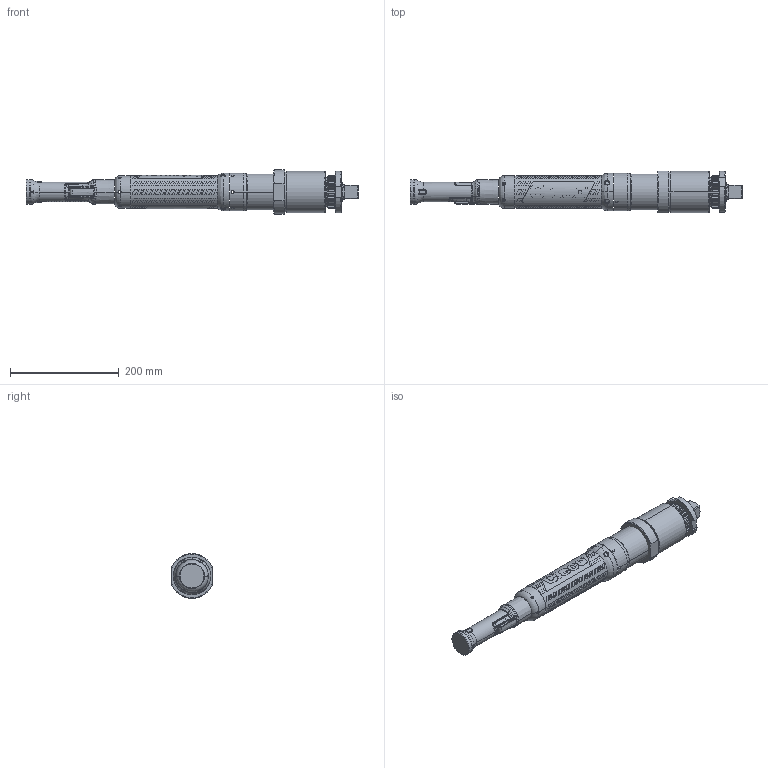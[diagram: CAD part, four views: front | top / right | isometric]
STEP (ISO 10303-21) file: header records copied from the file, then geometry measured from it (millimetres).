
FILE_DESCRIPTION((''),'2;1');
FILE_NAME('70ESN350SD8_SW0001','2018-11-27T',('A1X81'),(''),'CREO PARAMETRIC BY PTC INC, 2016050','CREO PARAMETRIC BY PTC INC, 2016050','');
FILE_SCHEMA(('CONFIG_CONTROL_DESIGN'));
Products named in the file (1): 70ESN350SD8_SW0001
Bounding box: 610.69 x 76.2 x 82.55 mm (x, y, z)
Surface area: 166211.2 mm2 (no closed solid volume)
Topology: 0 solids, 402 shells, 1180 faces, 5155 edges, 4278 vertices
Faces by surface type: bspline 410, cylinder 367, plane 139, extrusion 122, torus 92, cone 50
Entity records: 76670 total; most frequent: CARTESIAN_POINT 42704, ORIENTED_EDGE 6461, EDGE_CURVE 5155, DIRECTION 5092, VERTEX_POINT 4278, B_SPLINE_CURVE_WITH_KNOTS 2869, AXIS2_PLACEMENT_3D 1914, CIRCLE 1266
